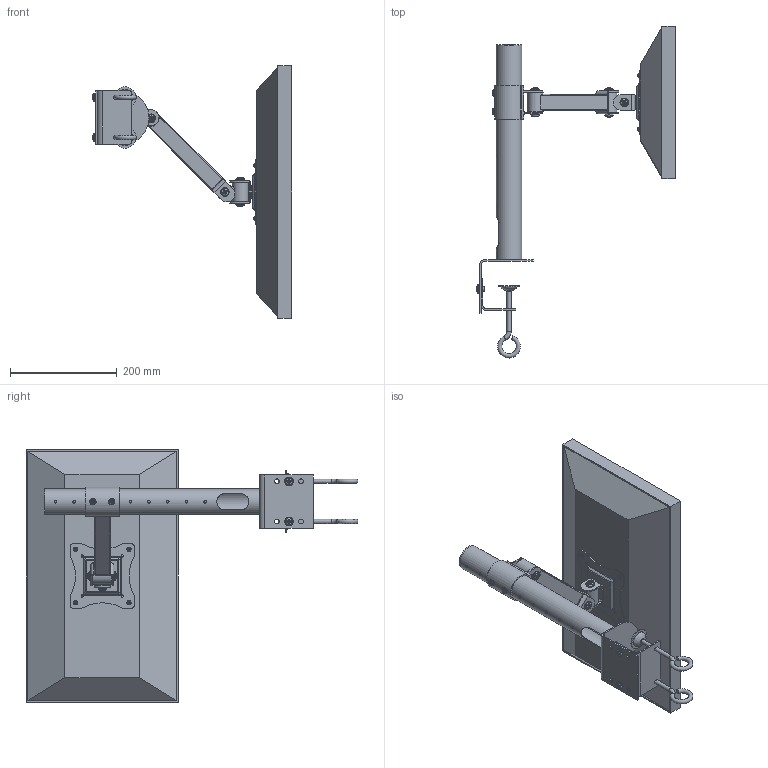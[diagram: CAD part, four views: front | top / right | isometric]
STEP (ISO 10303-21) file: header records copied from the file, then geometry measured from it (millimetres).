
FILE_DESCRIPTION(/* description */ (''),/* implementation_level */ '2;1');
FILE_NAME(/* name */ 'Monitor_Arm.stp',/* time_stamp */ '2021-07-08T14:53:52+10:00',/* author */ ('Simon.Alvarez'),/* organization */ (''),/* preprocessor_version */ 'ST-DEVELOPER v18',/* originating_system */ 'Autodesk Inventor 2020',/* authorisation */ '');
FILE_SCHEMA (('AUTOMOTIVE_DESIGN { 1 0 10303 214 3 1 1 }'));
Length unit declared in the file: millimetre
Products named in the file (16): Stand; Pole; Clamp_Plate; EN ISO 7045 - M8 x 10 - 4.8 - Z(1); Clamp Thread; Arm; Hanger_Clamp; Bearing; Swivel; Hinge; EN ISO 7045 - M8 x 12 - 4.8 - Z(1); Plate; Screw GB 833 M6 x 10; EN ISO 7045 - M6 x 12 - 4.8 - Z(1); Monitor_21inch; EN ISO 7045 - M4 x 5 - 4.8 - Z(1)
Assembly tree (27 placements, depth 3):
  Stand
    Pole
    Clamp_Plate
    EN ISO 7045 - M8 x 10 - 4.8 - Z(1)  x2
    Clamp Thread  x2
    Arm
      Hanger_Clamp
      Bearing
      EN ISO 7045 - M8 x 12 - 4.8 - Z(1)  x6
      Hinge  x2
      Swivel
      Plate
      Screw GB 833 M6 x 10
    EN ISO 7045 - M6 x 12 - 4.8 - Z(1)  x2
    Monitor_21inch
    EN ISO 7045 - M4 x 5 - 4.8 - Z(1)  x4
Bounding box: 372.26 x 620.57 x 473 mm (x, y, z)
Volume: 7025054.6 mm3; surface area: 665597.3 mm2
Topology: 28 solids, 28 shells, 927 faces, 2526 edges, 1683 vertices
Faces by surface type: plane 407, cone 238, cylinder 177, torus 79, sphere 19, bspline 7
Full cylindrical faces by diameter (mm): 3.621 x4, 4 x4, 4.134 x4, 4.5 x8, 4.917 x17, 5.459 x2, 6 x3, 6.2 x1, 6.6 x7, 6.647 x4, 7.323 x8, 8 x10, 9 x8, 20 x4, 24 x3, 25 x2, 30 x5, 40 x2, 44.7 x1, 48 x1, 48.25 x1
Entity records: 17983 total; most frequent: CARTESIAN_POINT 5176, DIRECTION 2560, ORIENTED_EDGE 2506, EDGE_CURVE 1253, AXIS2_PLACEMENT_3D 1052, VERTEX_POINT 842, EDGE_LOOP 569, CIRCLE 507
